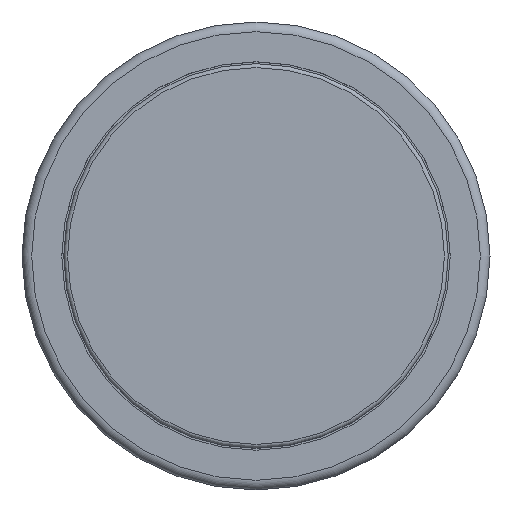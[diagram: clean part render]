
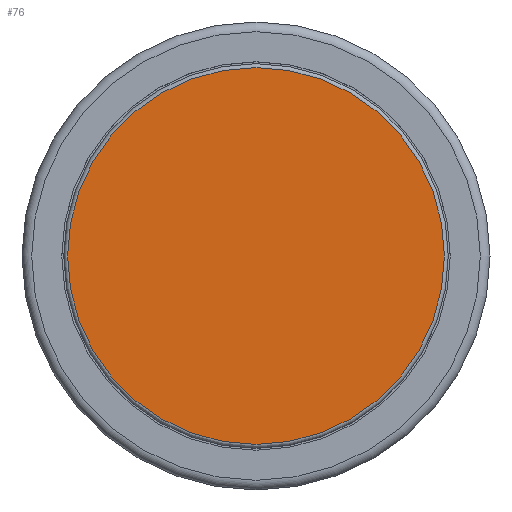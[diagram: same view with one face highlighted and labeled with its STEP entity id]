
A CAD part, top view. The second image highlights one B-rep face of the part: STEP entity #76.
In plain terms, the highlighted planar face has unit normal (0, 0, 1).
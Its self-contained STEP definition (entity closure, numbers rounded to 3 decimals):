
#76 = ADVANCED_FACE( '', ( #169 ), #170, .F. );
#169 = FACE_OUTER_BOUND( '', #271, .T. );
#170 = PLANE( '', #272 );
#271 = EDGE_LOOP( '', ( #395 ) );
#272 = AXIS2_PLACEMENT_3D( '', #396, #397, #398 );
#395 = ORIENTED_EDGE( '', *, *, #469, .T. );
#396 = CARTESIAN_POINT( '', ( 9.9, 0., 0. ) );
#397 = DIRECTION( '', ( 0., 0., -1. ) );
#398 = DIRECTION( '', ( 1., 0., 0. ) );
#469 = EDGE_CURVE( '', #525, #525, #526, .F. );
#525 = VERTEX_POINT( '', #593 );
#526 = CIRCLE( '', #594, 9.7 );
#593 = CARTESIAN_POINT( '', ( 9.7, 0., 0. ) );
#594 = AXIS2_PLACEMENT_3D( '', #664, #665, #666 );
#664 = CARTESIAN_POINT( '', ( 0., 0., 0. ) );
#665 = DIRECTION( '', ( 0., 0., -1. ) );
#666 = DIRECTION( '', ( 1., 0., 0. ) );
